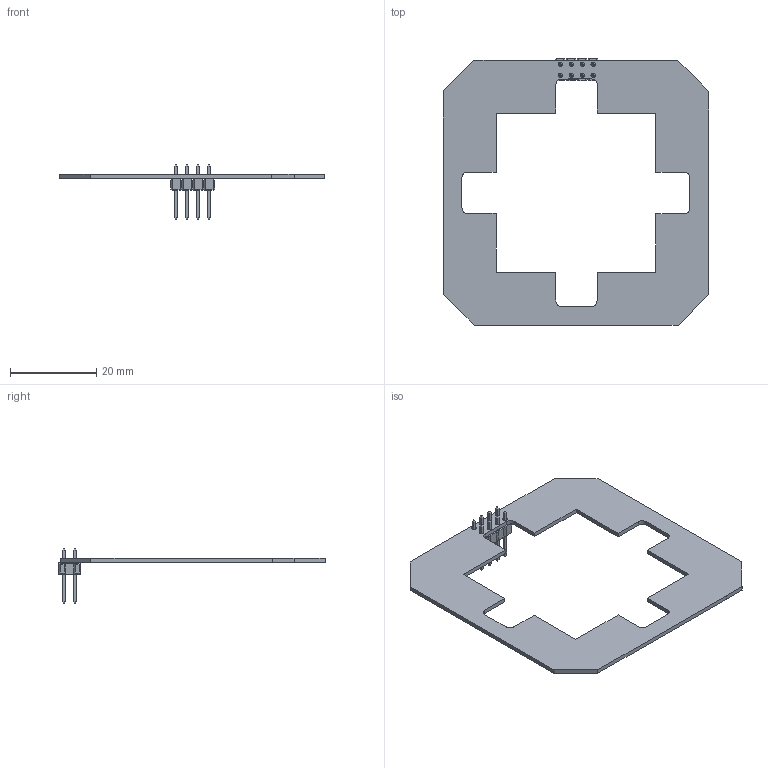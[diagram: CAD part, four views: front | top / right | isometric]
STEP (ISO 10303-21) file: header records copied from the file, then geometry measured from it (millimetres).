
FILE_DESCRIPTION(('Open CASCADE Model'),'2;1');
FILE_NAME('Open CASCADE Shape Model','2020-02-16T17:38:47',('Author'),( 'Open CASCADE'),'Open CASCADE STEP processor 6.8','Open CASCADE 6.8' ,'Unknown');
FILE_SCHEMA(('AUTOMOTIVE_DESIGN { 1 0 10303 214 1 1 1 1 }'));
Length unit declared in the file: millimetre
Products named in the file (7): PCB; Board; JP100_1; Pin_Header_2x4_TH_Pitch_2.54mm; Open CASCADE STEP translator 6.8 2.2.1.1; Open CASCADE STEP translator 6.8 2.2.1.2; Free-Models
Assembly tree (6 placements, depth 4):
  PCB
    Board
    JP100_1
      Pin_Header_2x4_TH_Pitch_2.54mm
        Open CASCADE STEP translator 6.8 2.2.1.1
        Open CASCADE STEP translator 6.8 2.2.1.2
    Free-Models
Bounding box: 61.52 x 61.75 x 12.7 mm (x, y, z)
Volume: 2130.1 mm3; surface area: 5003.9 mm2
Topology: 13 solids, 13 shells, 338 faces, 863 edges, 553 vertices
Faces by surface type: plane 290, cylinder 24, bspline 24
Full cylindrical faces by diameter (mm): 1 x8
Entity records: 10213 total; most frequent: CARTESIAN_POINT 3166, ORIENTED_EDGE 1712, DIRECTION 882, EDGE_CURVE 856, B_SPLINE_CURVE_WITH_KNOTS 671, VERTEX_POINT 544, FACE_BOUND 372, EDGE_LOOP 372
